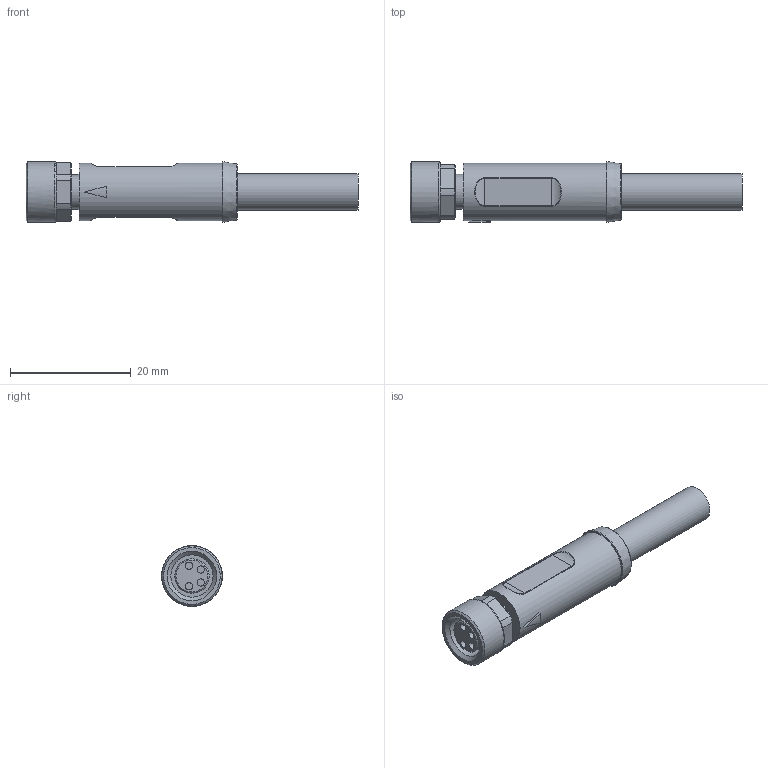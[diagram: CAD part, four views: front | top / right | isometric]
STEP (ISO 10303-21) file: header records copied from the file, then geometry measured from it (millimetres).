
FILE_DESCRIPTION(/* description */ (''),/* implementation_level */ '2;1');
FILE_NAME(/* name */ 'M8 Buchse 4pol 50133608.stp',/* time_stamp */ '2017-12-20T16:06:42+01:00',/* author */ ('Dettke'),/* organization */ (''),/* preprocessor_version */ 'ST-DEVELOPER v16.1',/* originating_system */ 'Autodesk Inventor 2016',/* authorisation */ '');
FILE_SCHEMA (('AUTOMOTIVE_DESIGN { 1 0 10303 214 3 1 1 }'));
Length unit declared in the file: millimetre
Products named in the file (1): Bauteil4
Bounding box: 55 x 10.08 x 10.06 mm (x, y, z)
Volume: 2857.4 mm3; surface area: 1947.2 mm2
Topology: 1 solids, 1 shells, 77 faces, 164 edges, 101 vertices
Faces by surface type: plane 33, cylinder 25, cone 10, bspline 6, torus 3
Full cylindrical faces by diameter (mm): 1.2 x4, 5.7 x1, 5.8 x1, 6 x1, 7 x1, 9.5 x1, 10 x1
Entity records: 2353 total; most frequent: CARTESIAN_POINT 818, DIRECTION 309, ORIENTED_EDGE 284, EDGE_CURVE 142, AXIS2_PLACEMENT_3D 132, EDGE_LOOP 107, VERTEX_POINT 97, FACE_OUTER_BOUND 77
